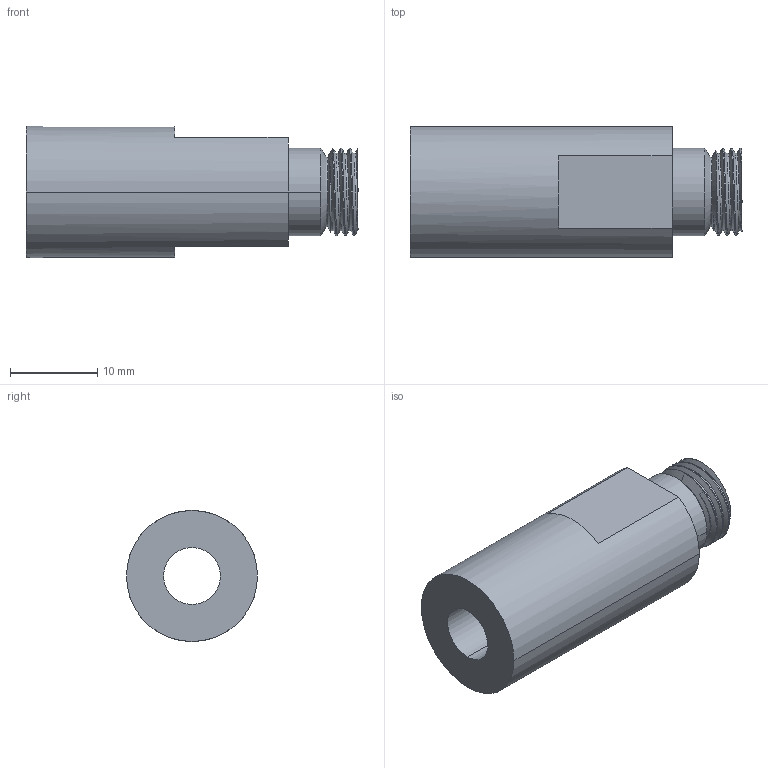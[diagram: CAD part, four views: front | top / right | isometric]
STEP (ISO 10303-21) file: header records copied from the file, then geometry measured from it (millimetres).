
FILE_DESCRIPTION (( 'STEP AP214' ), '1' );
FILE_NAME ('mnp_04.STEP', '2025-02-23T23:25:09', ( '' ), ( '' ), 'SwSTEP 2.0', 'SolidWorks 2024', '' );
FILE_SCHEMA (( 'AUTOMOTIVE_DESIGN' ));
Length unit declared in the file: millimetre
Products named in the file (1): mnp_04
Bounding box: 38 x 15 x 15 mm (x, y, z)
Volume: 4435.7 mm3; surface area: 2779.5 mm2
Topology: 1 solids, 1 shells, 29 faces, 74 edges, 48 vertices
Faces by surface type: cylinder 15, plane 7, cone 4, bspline 3
Entity records: 1934 total; most frequent: CARTESIAN_POINT 1253, ORIENTED_EDGE 148, DIRECTION 130, EDGE_CURVE 74, AXIS2_PLACEMENT_3D 52, VERTEX_POINT 48, EDGE_LOOP 32, FACE_OUTER_BOUND 29
